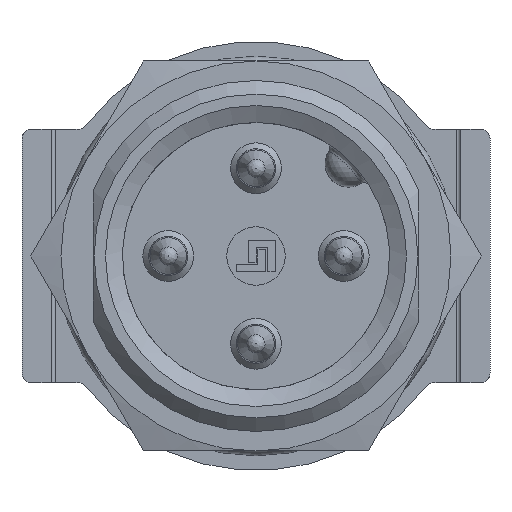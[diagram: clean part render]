
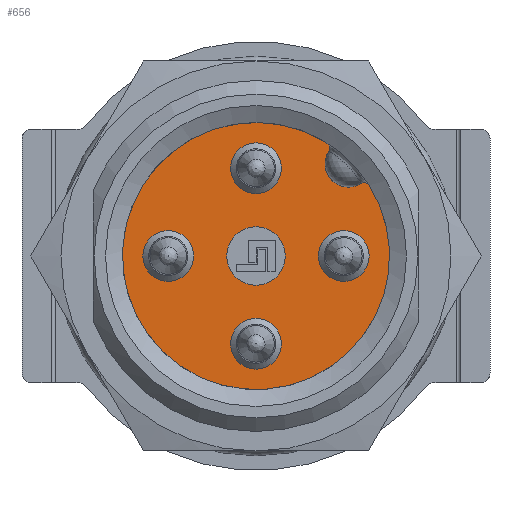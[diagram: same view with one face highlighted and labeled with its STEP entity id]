
A CAD part, left-side view. The second image highlights one B-rep face of the part: STEP entity #656.
In plain terms, the highlighted planar face has unit normal (-1, 0, 0).
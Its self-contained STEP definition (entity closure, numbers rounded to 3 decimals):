
#311=PLANE('',#3736);
#656=ADVANCED_FACE('',(#833,#834,#835,#836,#837,#838),#311,.F.);
#833=FACE_BOUND('',#1103,.T.);
#834=FACE_BOUND('',#1104,.T.);
#835=FACE_BOUND('',#1105,.T.);
#836=FACE_BOUND('',#1106,.T.);
#837=FACE_BOUND('',#1107,.T.);
#838=FACE_BOUND('',#1108,.T.);
#1103=EDGE_LOOP('',(#2480));
#1104=EDGE_LOOP('',(#2481));
#1105=EDGE_LOOP('',(#2482));
#1106=EDGE_LOOP('',(#2483));
#1107=EDGE_LOOP('',(#2484));
#1108=EDGE_LOOP('',(#2485,#2486,#2487,#2488));
#2480=ORIENTED_EDGE('',*,*,#3252,.F.);
#2481=ORIENTED_EDGE('',*,*,#3251,.F.);
#2482=ORIENTED_EDGE('',*,*,#3250,.F.);
#2483=ORIENTED_EDGE('',*,*,#3249,.F.);
#2484=ORIENTED_EDGE('',*,*,#3248,.F.);
#2485=ORIENTED_EDGE('',*,*,#3246,.T.);
#2486=ORIENTED_EDGE('',*,*,#3259,.T.);
#2487=ORIENTED_EDGE('',*,*,#3260,.F.);
#2488=ORIENTED_EDGE('',*,*,#3253,.T.);
#2810=VERTEX_POINT('',#5897);
#2811=VERTEX_POINT('',#5899);
#2812=VERTEX_POINT('',#5903);
#2813=VERTEX_POINT('',#5906);
#2814=VERTEX_POINT('',#5909);
#2815=VERTEX_POINT('',#5912);
#2816=VERTEX_POINT('',#5915);
#2817=VERTEX_POINT('',#5918);
#2820=VERTEX_POINT('',#5987);
#3246=EDGE_CURVE('',#2811,#2810,#3379,.T.);
#3248=EDGE_CURVE('',#2812,#2812,#3380,.T.);
#3249=EDGE_CURVE('',#2813,#2813,#3381,.T.);
#3250=EDGE_CURVE('',#2814,#2814,#3382,.T.);
#3251=EDGE_CURVE('',#2815,#2815,#3383,.T.);
#3252=EDGE_CURVE('',#2816,#2816,#3384,.T.);
#3253=EDGE_CURVE('',#2817,#2811,#3385,.T.);
#3259=EDGE_CURVE('',#2810,#2820,#3388,.T.);
#3260=EDGE_CURVE('',#2817,#2820,#3389,.T.);
#3379=CIRCLE('',#3717,1.2);
#3380=CIRCLE('',#3719,1.3);
#3381=CIRCLE('',#3721,1.3);
#3382=CIRCLE('',#3723,1.3);
#3383=CIRCLE('',#3725,1.3);
#3384=CIRCLE('',#3727,1.5);
#3385=CIRCLE('',#3729,0.3);
#3388=CIRCLE('',#3733,0.3);
#3389=CIRCLE('',#3735,6.85);
#3717=AXIS2_PLACEMENT_3D('',#5898,#4644,#4645);
#3719=AXIS2_PLACEMENT_3D('',#5902,#4649,#4650);
#3721=AXIS2_PLACEMENT_3D('',#5905,#4653,#4654);
#3723=AXIS2_PLACEMENT_3D('',#5908,#4657,#4658);
#3725=AXIS2_PLACEMENT_3D('',#5911,#4661,#4662);
#3727=AXIS2_PLACEMENT_3D('',#5914,#4665,#4666);
#3729=AXIS2_PLACEMENT_3D('',#5917,#4669,#4670);
#3733=AXIS2_PLACEMENT_3D('',#5988,#4679,#4680);
#3735=AXIS2_PLACEMENT_3D('',#5990,#4683,#4684);
#3736=AXIS2_PLACEMENT_3D('',#5991,#4685,#4686);
#4644=DIRECTION('',(1.,0.,0.));
#4645=DIRECTION('',(0.,-1.,0.));
#4649=DIRECTION('',(-1.,0.,0.));
#4650=DIRECTION('',(0.,0.,1.));
#4653=DIRECTION('',(-1.,0.,0.));
#4654=DIRECTION('',(0.,-1.,0.));
#4657=DIRECTION('',(-1.,0.,0.));
#4658=DIRECTION('',(0.,0.,-1.));
#4661=DIRECTION('',(-1.,0.,0.));
#4662=DIRECTION('',(0.,1.,0.));
#4665=DIRECTION('',(-1.,0.,0.));
#4666=DIRECTION('',(0.,0.,1.));
#4669=DIRECTION('',(-1.,0.,0.));
#4670=DIRECTION('',(0.,0.,-1.));
#4679=DIRECTION('',(-1.,0.,0.));
#4680=DIRECTION('',(0.,0.,-1.));
#4683=DIRECTION('',(1.,0.,0.));
#4684=DIRECTION('',(0.,0.,-1.));
#4685=DIRECTION('',(1.,0.,0.));
#4686=DIRECTION('',(0.,0.,-1.));
#5897=CARTESIAN_POINT('',(12.4,-3.735,5.384));
#5898=CARTESIAN_POINT('',(12.4,-4.742,4.733));
#5899=CARTESIAN_POINT('',(12.4,-5.392,3.724));
#5902=CARTESIAN_POINT('',(12.4,0.,4.5));
#5903=CARTESIAN_POINT('',(12.4,0.,5.8));
#5905=CARTESIAN_POINT('',(12.4,-4.5,0.));
#5906=CARTESIAN_POINT('',(12.4,-5.8,0.));
#5908=CARTESIAN_POINT('',(12.4,0.,-4.5));
#5909=CARTESIAN_POINT('',(12.4,0.,-5.8));
#5911=CARTESIAN_POINT('',(12.4,4.5,0.));
#5912=CARTESIAN_POINT('',(12.4,5.8,0.));
#5914=CARTESIAN_POINT('',(12.4,0.,0.));
#5915=CARTESIAN_POINT('',(12.4,0.,1.5));
#5917=CARTESIAN_POINT('',(12.4,-5.554,3.472));
#5918=CARTESIAN_POINT('',(12.4,-5.809,3.631));
#5987=CARTESIAN_POINT('',(12.4,-3.642,5.801));
#5988=CARTESIAN_POINT('',(12.4,-3.483,5.547));
#5990=CARTESIAN_POINT('',(12.4,0.,0.));
#5991=CARTESIAN_POINT('',(12.4,0.,0.));
